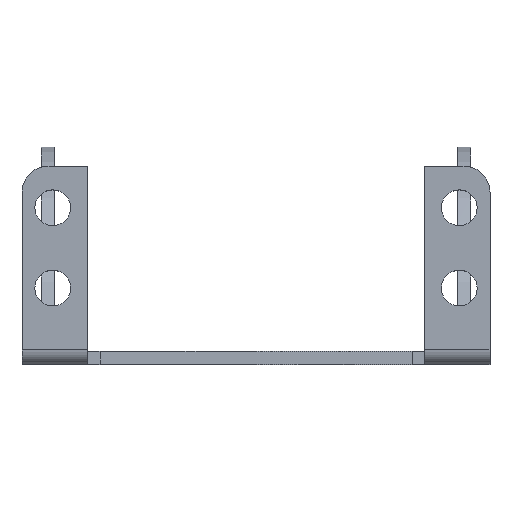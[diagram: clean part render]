
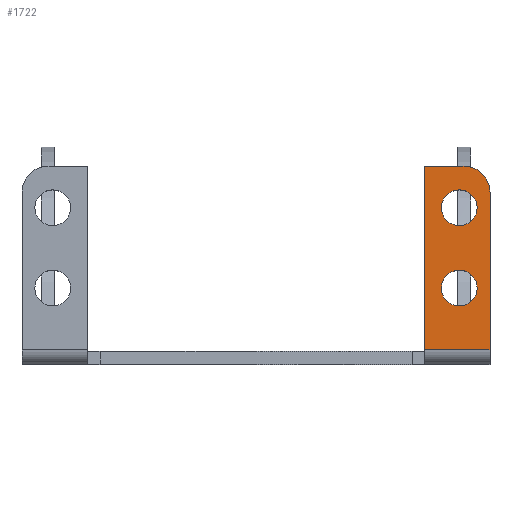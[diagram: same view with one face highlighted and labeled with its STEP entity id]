
A CAD part, top view. The second image highlights one B-rep face of the part: STEP entity #1722.
In plain terms, the highlighted planar face has unit normal (0, 0, 1).
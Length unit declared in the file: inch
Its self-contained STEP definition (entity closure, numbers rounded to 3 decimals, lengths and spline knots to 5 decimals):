
#136 = CARTESIAN_POINT ( 'NONE',  ( 0.812, 0.953, -0.156 ) ) ;
#137 = DIRECTION ( 'NONE',  ( 0., -1., 0. ) ) ;
#138 = VECTOR ( 'NONE', #137, 39.37008 ) ;
#139 = CARTESIAN_POINT ( 'NONE',  ( 0.812, 0.953, -0.156 ) ) ;
#144 = LINE ( 'NONE', #139, #138 ) ;
#151 = CARTESIAN_POINT ( 'NONE',  ( 0.812, 0.07, -0.156 ) ) ;
#281 = CARTESIAN_POINT ( 'NONE',  ( 1.125, 0.07, -0.156 ) ) ;
#282 = CARTESIAN_POINT ( 'NONE',  ( 1.125, 0.828, -0.156 ) ) ;
#283 = DIRECTION ( 'NONE',  ( 0., -1., 0. ) ) ;
#284 = VECTOR ( 'NONE', #283, 39.37008 ) ;
#285 = CARTESIAN_POINT ( 'NONE',  ( 1.125, 0.953, -0.156 ) ) ;
#286 = LINE ( 'NONE', #285, #284 ) ;
#377 = DIRECTION ( 'NONE',  ( -1., 0., 0. ) ) ;
#378 = DIRECTION ( 'NONE',  ( 0., 0., -1. ) ) ;
#379 = CARTESIAN_POINT ( 'NONE',  ( -2.73278, 0.953, -0.156 ) ) ;
#380 = AXIS2_PLACEMENT_3D ( 'NONE', #379, #378, #377 ) ;
#381 = PLANE ( 'NONE',  #380 ) ;
#382 = CARTESIAN_POINT ( 'NONE',  ( 0.977, 0.367, -0.156 ) ) ;
#383 = FACE_OUTER_BOUND ( 'NONE', #1731, .T. ) ;
#384 = FACE_BOUND ( 'NONE', #1727, .T. ) ;
#385 = FACE_BOUND ( 'NONE', #1723, .T. ) ;
#399 = DIRECTION ( 'NONE',  ( 1., 0., 0. ) ) ;
#400 = VECTOR ( 'NONE', #399, 39.37008 ) ;
#401 = CARTESIAN_POINT ( 'NONE',  ( -2.73278, 0.953, -0.156 ) ) ;
#402 = LINE ( 'NONE', #401, #400 ) ;
#434 = DIRECTION ( 'NONE',  ( -1., 0., 0. ) ) ;
#435 = DIRECTION ( 'NONE',  ( 0., 0., -1. ) ) ;
#436 = CARTESIAN_POINT ( 'NONE',  ( 0.977, 0.753, -0.156 ) ) ;
#437 = AXIS2_PLACEMENT_3D ( 'NONE', #436, #435, #434 ) ;
#438 = CIRCLE ( 'NONE', #437, 0.086 ) ;
#439 = DIRECTION ( 'NONE',  ( -1., 0., 0. ) ) ;
#440 = DIRECTION ( 'NONE',  ( 0., 0., -1. ) ) ;
#441 = AXIS2_PLACEMENT_3D ( 'NONE', #382, #440, #439 ) ;
#442 = CIRCLE ( 'NONE', #441, 0.086 ) ;
#516 = DIRECTION ( 'NONE',  ( -1., 0., 0. ) ) ;
#517 = DIRECTION ( 'NONE',  ( 0., 0., 1. ) ) ;
#518 = CARTESIAN_POINT ( 'NONE',  ( 1., 0.828, -0.156 ) ) ;
#519 = AXIS2_PLACEMENT_3D ( 'NONE', #518, #517, #516 ) ;
#520 = CIRCLE ( 'NONE', #519, 0.125 ) ;
#521 = DIRECTION ( 'NONE',  ( 1., 0., 0. ) ) ;
#523 = VECTOR ( 'NONE', #521, 39.37008 ) ;
#524 = CARTESIAN_POINT ( 'NONE',  ( -2.73278, 0.07, -0.156 ) ) ;
#525 = LINE ( 'NONE', #524, #523 ) ;
#767 = VERTEX_POINT ( 'NONE', #2023 ) ;
#930 = VERTEX_POINT ( 'NONE', #2339 ) ;
#974 = VERTEX_POINT ( 'NONE', #2469 ) ;
#976 = EDGE_CURVE ( 'NONE', #977, #974, #2468, .T. ) ;
#977 = VERTEX_POINT ( 'NONE', #2463 ) ;
#996 = EDGE_CURVE ( 'NONE', #997, #930, #2491, .T. ) ;
#997 = VERTEX_POINT ( 'NONE', #2486 ) ;
#1519 = EDGE_CURVE ( 'NONE', #1520, #1546, #144, .T. ) ;
#1520 = VERTEX_POINT ( 'NONE', #136 ) ;
#1546 = VERTEX_POINT ( 'NONE', #151 ) ;
#1625 = EDGE_CURVE ( 'NONE', #1626, #1627, #286, .T. ) ;
#1626 = VERTEX_POINT ( 'NONE', #282 ) ;
#1627 = VERTEX_POINT ( 'NONE', #281 ) ;
#1712 = ORIENTED_EDGE ( 'NONE', *, *, #1713, .F. ) ;
#1713 = EDGE_CURVE ( 'NONE', #1520, #767, #402, .T. ) ;
#1722 = ADVANCED_FACE ( 'NONE', ( #385, #384, #383 ), #381, .F. ) ;
#1723 = EDGE_LOOP ( 'NONE', ( #1724, #1725 ) ) ;
#1724 = ORIENTED_EDGE ( 'NONE', *, *, #996, .T. ) ;
#1725 = ORIENTED_EDGE ( 'NONE', *, *, #1726, .T. ) ;
#1726 = EDGE_CURVE ( 'NONE', #930, #997, #442, .T. ) ;
#1727 = EDGE_LOOP ( 'NONE', ( #1728, #1729 ) ) ;
#1728 = ORIENTED_EDGE ( 'NONE', *, *, #976, .T. ) ;
#1729 = ORIENTED_EDGE ( 'NONE', *, *, #1730, .T. ) ;
#1730 = EDGE_CURVE ( 'NONE', #974, #977, #438, .T. ) ;
#1731 = EDGE_LOOP ( 'NONE', ( #1732, #1786, #1788, #1789, #1712 ) ) ;
#1732 = ORIENTED_EDGE ( 'NONE', *, *, #1519, .T. ) ;
#1786 = ORIENTED_EDGE ( 'NONE', *, *, #1787, .T. ) ;
#1787 = EDGE_CURVE ( 'NONE', #1546, #1627, #525, .T. ) ;
#1788 = ORIENTED_EDGE ( 'NONE', *, *, #1625, .F. ) ;
#1789 = ORIENTED_EDGE ( 'NONE', *, *, #1790, .T. ) ;
#1790 = EDGE_CURVE ( 'NONE', #1626, #767, #520, .T. ) ;
#2023 = CARTESIAN_POINT ( 'NONE',  ( 1., 0.953, -0.156 ) ) ;
#2339 = CARTESIAN_POINT ( 'NONE',  ( 0.891, 0.367, -0.156 ) ) ;
#2463 = CARTESIAN_POINT ( 'NONE',  ( 1.063, 0.753, -0.156 ) ) ;
#2464 = DIRECTION ( 'NONE',  ( -1., 0., 0. ) ) ;
#2465 = DIRECTION ( 'NONE',  ( 0., 0., -1. ) ) ;
#2466 = CARTESIAN_POINT ( 'NONE',  ( 0.977, 0.753, -0.156 ) ) ;
#2467 = AXIS2_PLACEMENT_3D ( 'NONE', #2466, #2465, #2464 ) ;
#2468 = CIRCLE ( 'NONE', #2467, 0.086 ) ;
#2469 = CARTESIAN_POINT ( 'NONE',  ( 0.891, 0.753, -0.156 ) ) ;
#2486 = CARTESIAN_POINT ( 'NONE',  ( 1.063, 0.367, -0.156 ) ) ;
#2487 = DIRECTION ( 'NONE',  ( -1., 0., 0. ) ) ;
#2488 = DIRECTION ( 'NONE',  ( 0., 0., -1. ) ) ;
#2489 = CARTESIAN_POINT ( 'NONE',  ( 0.977, 0.367, -0.156 ) ) ;
#2490 = AXIS2_PLACEMENT_3D ( 'NONE', #2489, #2488, #2487 ) ;
#2491 = CIRCLE ( 'NONE', #2490, 0.086 ) ;
